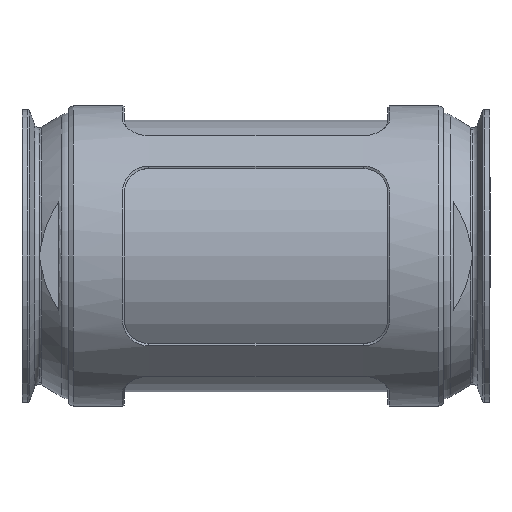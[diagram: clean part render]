
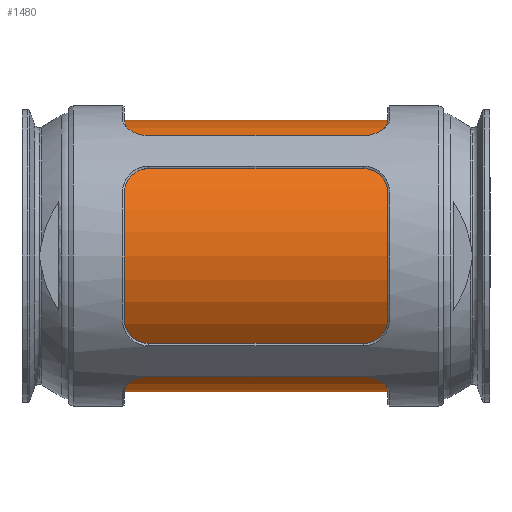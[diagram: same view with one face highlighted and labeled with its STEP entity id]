
A CAD part, front view. The second image highlights one B-rep face of the part: STEP entity #1480.
In plain terms, the highlighted cylindrical face has radius 55.1 mm (diameter 110.2 mm), a partial arc.
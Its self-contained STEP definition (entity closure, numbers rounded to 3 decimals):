
#491 = CARTESIAN_POINT ( 'NONE',  ( 0.5, 0., 0. ) ) ;
#955 = ORIENTED_EDGE ( 'NONE', *, *, #2435, .T. ) ;
#1301 = DIRECTION ( 'NONE',  ( -1., 0., 0. ) ) ;
#1364 = ORIENTED_EDGE ( 'NONE', *, *, #12629, .F. ) ;
#1480 = ADVANCED_FACE ( 'NONE', ( #19067 ), #13151, .T. ) ;
#1823 = AXIS2_PLACEMENT_3D ( 'NONE', #7808, #13584, #15351 ) ;
#2435 = EDGE_CURVE ( 'NONE', #15064, #15872, #13281, .T. ) ;
#2997 = CARTESIAN_POINT ( 'NONE',  ( 0.5, 0., 55.1 ) ) ;
#4352 = DIRECTION ( 'NONE',  ( 0., 0., -1. ) ) ;
#4697 = AXIS2_PLACEMENT_3D ( 'NONE', #18252, #17960, #4352 ) ;
#4772 = VECTOR ( 'NONE', #10461, 1000. ) ;
#5114 = ORIENTED_EDGE ( 'NONE', *, *, #16746, .T. ) ;
#6588 = DIRECTION ( 'NONE',  ( 0., 0., -1. ) ) ;
#7808 = CARTESIAN_POINT ( 'NONE',  ( 144., 0., 0. ) ) ;
#8409 = CARTESIAN_POINT ( 'NONE',  ( 0.5, 0., -55.1 ) ) ;
#9151 = CARTESIAN_POINT ( 'NONE',  ( 144., 0., -55.1 ) ) ;
#9964 = VECTOR ( 'NONE', #1301, 1000. ) ;
#10371 = EDGE_LOOP ( 'NONE', ( #1364, #955, #19313, #5114 ) ) ;
#10378 = LINE ( 'NONE', #15225, #9964 ) ;
#10461 = DIRECTION ( 'NONE',  ( -1., 0., 0. ) ) ;
#10647 = VERTEX_POINT ( 'NONE', #2997 ) ;
#10671 = CARTESIAN_POINT ( 'NONE',  ( 143.5, 0., 55.1 ) ) ;
#11956 = LINE ( 'NONE', #9151, #4772 ) ;
#12255 = VERTEX_POINT ( 'NONE', #8409 ) ;
#12629 = EDGE_CURVE ( 'NONE', #15064, #12255, #11956, .T. ) ;
#12668 = DIRECTION ( 'NONE',  ( 1., 0., 0. ) ) ;
#13151 = CYLINDRICAL_SURFACE ( 'NONE', #1823, 55.1 ) ;
#13281 = CIRCLE ( 'NONE', #4697, 55.1 ) ;
#13584 = DIRECTION ( 'NONE',  ( -1., 0., 0. ) ) ;
#15064 = VERTEX_POINT ( 'NONE', #15404 ) ;
#15225 = CARTESIAN_POINT ( 'NONE',  ( 144., 0., 55.1 ) ) ;
#15351 = DIRECTION ( 'NONE',  ( 0., 0., 1. ) ) ;
#15404 = CARTESIAN_POINT ( 'NONE',  ( 143.5, 0., -55.1 ) ) ;
#15661 = CIRCLE ( 'NONE', #18814, 55.1 ) ;
#15790 = EDGE_CURVE ( 'NONE', #15872, #10647, #10378, .T. ) ;
#15872 = VERTEX_POINT ( 'NONE', #10671 ) ;
#16746 = EDGE_CURVE ( 'NONE', #10647, #12255, #15661, .T. ) ;
#17960 = DIRECTION ( 'NONE',  ( -1., 0., 0. ) ) ;
#18252 = CARTESIAN_POINT ( 'NONE',  ( 143.5, 0., 0. ) ) ;
#18814 = AXIS2_PLACEMENT_3D ( 'NONE', #491, #12668, #6588 ) ;
#19067 = FACE_OUTER_BOUND ( 'NONE', #10371, .T. ) ;
#19313 = ORIENTED_EDGE ( 'NONE', *, *, #15790, .T. ) ;
